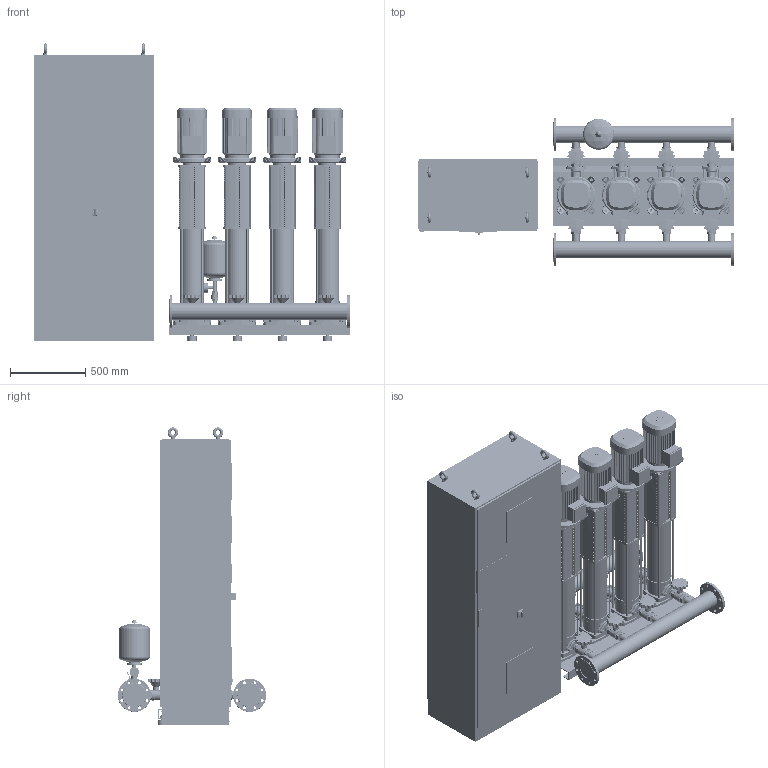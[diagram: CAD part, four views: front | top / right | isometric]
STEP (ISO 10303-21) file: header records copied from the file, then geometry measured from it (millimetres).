
FILE_DESCRIPTION((''),'2;1');
FILE_NAME('3d_SiBoostSmartFC4HELIXV1611-2536206.stp','2016-01-25T11:35:23',(''),(''),'Mechanical Desktop 2009','Mechanical Desktop 2009',', , ');
FILE_SCHEMA(('CONFIG_CONTROL_DESIGN'));
Length unit declared in the file: millimetre
Products named in the file (1): Product
Bounding box: 2100 x 986 x 1975 mm (x, y, z)
Volume: 891976010.4 mm3; surface area: 19744342.7 mm2
Topology: 213 solids, 213 shells, 8080 faces, 21578 edges, 14158 vertices
Faces by surface type: plane 3498, bspline 2346, cylinder 1754, cone 304, torus 148, sphere 30
Entity records: 268908 total; most frequent: CARTESIAN_POINT 67769, ORIENTED_EDGE 43100, DIRECTION 38376, EDGE_CURVE 21550, VECTOR 14370, LINE 14370, VERTEX_POINT 14150, AXIS2_PLACEMENT_3D 12003
